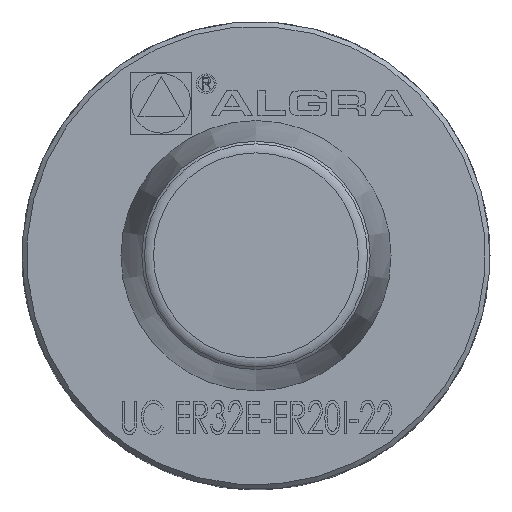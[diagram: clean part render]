
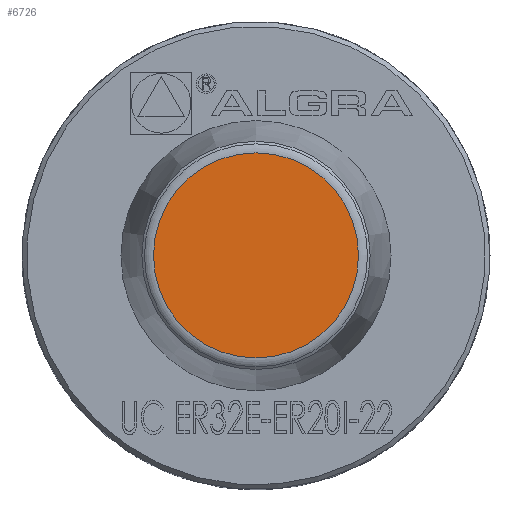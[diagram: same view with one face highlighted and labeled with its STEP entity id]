
A CAD part, top view. The second image highlights one B-rep face of the part: STEP entity #6726.
In plain terms, the highlighted planar face has unit normal (0, 0, 1).
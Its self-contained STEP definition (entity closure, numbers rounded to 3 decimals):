
#497 = EDGE_LOOP ( 'NONE', ( #10659 ) ) ;
#2893 = AXIS2_PLACEMENT_3D ( 'NONE', #12220, #3592, #15668 ) ;
#3578 = EDGE_CURVE ( 'NONE', #11442, #11442, #13648, .T. ) ;
#3592 = DIRECTION ( 'NONE',  ( 0., 0., -1. ) ) ;
#4067 = CARTESIAN_POINT ( 'NONE',  ( 0., 10.954, 40.5 ) ) ;
#6072 = FACE_OUTER_BOUND ( 'NONE', #497, .T. ) ;
#6726 = ADVANCED_FACE ( 'NONE', ( #6072 ), #20800, .F. ) ;
#8724 = CARTESIAN_POINT ( 'NONE',  ( 0., 0., 40.5 ) ) ;
#10659 = ORIENTED_EDGE ( 'NONE', *, *, #3578, .F. ) ;
#11442 = VERTEX_POINT ( 'NONE', #4067 ) ;
#12220 = CARTESIAN_POINT ( 'NONE',  ( 0., -10.954, 40.5 ) ) ;
#13648 = CIRCLE ( 'NONE', #17311, 10.954 ) ;
#13876 = DIRECTION ( 'NONE',  ( 0., 0., -1. ) ) ;
#15668 = DIRECTION ( 'NONE',  ( 0., 1., 0. ) ) ;
#17311 = AXIS2_PLACEMENT_3D ( 'NONE', #8724, #13876, #20782 ) ;
#20782 = DIRECTION ( 'NONE',  ( 0., 1., 0. ) ) ;
#20800 = PLANE ( 'NONE',  #2893 ) ;
